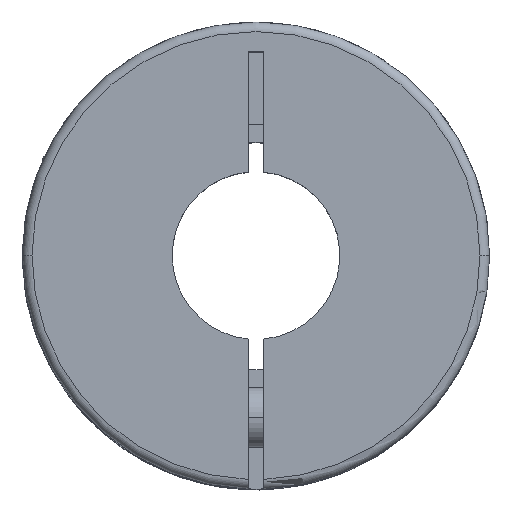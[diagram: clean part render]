
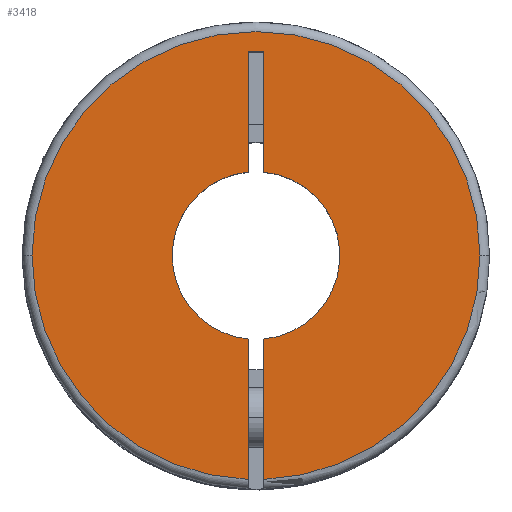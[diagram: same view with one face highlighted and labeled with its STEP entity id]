
A CAD part, top view. The second image highlights one B-rep face of the part: STEP entity #3418.
In plain terms, the highlighted planar face has unit normal (0, 0, 1).
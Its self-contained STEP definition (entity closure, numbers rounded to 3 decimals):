
#4 = CARTESIAN_POINT ( 'NONE',  ( 0.65, -19.5, 0. ) ) ;
#22 = DIRECTION ( 'NONE',  ( -1., 0., 0. ) ) ;
#62 = VECTOR ( 'NONE', #3850, 1000. ) ;
#78 = DIRECTION ( 'NONE',  ( -1., 0., 0. ) ) ;
#110 = VECTOR ( 'NONE', #898, 1000. ) ;
#121 = ORIENTED_EDGE ( 'NONE', *, *, #2888, .T. ) ;
#130 = EDGE_CURVE ( 'NONE', #248, #4026, #2698, .T. ) ;
#152 = EDGE_CURVE ( 'NONE', #1383, #3960, #3540, .T. ) ;
#204 = ORIENTED_EDGE ( 'NONE', *, *, #732, .F. ) ;
#235 = CARTESIAN_POINT ( 'NONE',  ( 0., 0., 0. ) ) ;
#248 = VERTEX_POINT ( 'NONE', #3543 ) ;
#298 = CARTESIAN_POINT ( 'NONE',  ( -0.65, 17., 0. ) ) ;
#327 = CARTESIAN_POINT ( 'NONE',  ( 0.65, 17., 0. ) ) ;
#372 = DIRECTION ( 'NONE',  ( 0., -1., 0. ) ) ;
#394 = EDGE_LOOP ( 'NONE', ( #204, #3527, #121, #3416, #3844, #2277, #1557, #3357, #3398, #3848, #3742 ) ) ;
#675 = PLANE ( 'NONE',  #2175 ) ;
#680 = CIRCLE ( 'NONE', #1491, 18.7 ) ;
#681 = DIRECTION ( 'NONE',  ( 0., 0., -1. ) ) ;
#691 = VERTEX_POINT ( 'NONE', #716 ) ;
#716 = CARTESIAN_POINT ( 'NONE',  ( -18.7, 0., 0. ) ) ;
#725 = EDGE_CURVE ( 'NONE', #691, #3419, #3148, .T. ) ;
#732 = EDGE_CURVE ( 'NONE', #1614, #691, #4467, .T. ) ;
#898 = DIRECTION ( 'NONE',  ( 0., 1., 0. ) ) ;
#1065 = DIRECTION ( 'NONE',  ( -1., 0., 0. ) ) ;
#1078 = CARTESIAN_POINT ( 'NONE',  ( 0., 0., 0. ) ) ;
#1352 = DIRECTION ( 'NONE',  ( 0., 0., -1. ) ) ;
#1360 = DIRECTION ( 'NONE',  ( 0., 0., -1. ) ) ;
#1383 = VERTEX_POINT ( 'NONE', #1924 ) ;
#1390 = VECTOR ( 'NONE', #3733, 1000. ) ;
#1411 = VERTEX_POINT ( 'NONE', #2541 ) ;
#1431 = DIRECTION ( 'NONE',  ( 0., 0., -1. ) ) ;
#1491 = AXIS2_PLACEMENT_3D ( 'NONE', #235, #1352, #2664 ) ;
#1500 = DIRECTION ( 'NONE',  ( 0., 0., -1. ) ) ;
#1530 = CARTESIAN_POINT ( 'NONE',  ( 0.65, -18.689, 0. ) ) ;
#1557 = ORIENTED_EDGE ( 'NONE', *, *, #4115, .F. ) ;
#1614 = VERTEX_POINT ( 'NONE', #3084 ) ;
#1704 = CIRCLE ( 'NONE', #2272, 7. ) ;
#1733 = CARTESIAN_POINT ( 'NONE',  ( 0., 0., 0. ) ) ;
#1764 = CARTESIAN_POINT ( 'NONE',  ( 0., 0., 0. ) ) ;
#1899 = CARTESIAN_POINT ( 'NONE',  ( 0., 0., 0. ) ) ;
#1924 = CARTESIAN_POINT ( 'NONE',  ( 0.65, 6.97, 0. ) ) ;
#1926 = VECTOR ( 'NONE', #3436, 1000. ) ;
#1982 = EDGE_CURVE ( 'NONE', #3777, #4026, #4273, .T. ) ;
#2156 = DIRECTION ( 'NONE',  ( 0., 0., -1. ) ) ;
#2173 = LINE ( 'NONE', #4, #62 ) ;
#2175 = AXIS2_PLACEMENT_3D ( 'NONE', #1733, #3129, #372 ) ;
#2258 = LINE ( 'NONE', #3282, #110 ) ;
#2272 = AXIS2_PLACEMENT_3D ( 'NONE', #1078, #681, #3856 ) ;
#2277 = ORIENTED_EDGE ( 'NONE', *, *, #2336, .F. ) ;
#2336 = EDGE_CURVE ( 'NONE', #1411, #248, #2781, .T. ) ;
#2381 = LINE ( 'NONE', #298, #1390 ) ;
#2385 = DIRECTION ( 'NONE',  ( -1., 0., 0. ) ) ;
#2482 = AXIS2_PLACEMENT_3D ( 'NONE', #3170, #1431, #22 ) ;
#2541 = CARTESIAN_POINT ( 'NONE',  ( 0.65, 17., 0. ) ) ;
#2588 = CARTESIAN_POINT ( 'NONE',  ( -0.65, -6.97, 0. ) ) ;
#2664 = DIRECTION ( 'NONE',  ( -1., 0., 0. ) ) ;
#2698 = LINE ( 'NONE', #4098, #1926 ) ;
#2703 = AXIS2_PLACEMENT_3D ( 'NONE', #1764, #1500, #1065 ) ;
#2744 = CARTESIAN_POINT ( 'NONE',  ( 0., 0., 0. ) ) ;
#2781 = LINE ( 'NONE', #327, #4118 ) ;
#2888 = EDGE_CURVE ( 'NONE', #3731, #3777, #1704, .T. ) ;
#2941 = VERTEX_POINT ( 'NONE', #1530 ) ;
#3084 = CARTESIAN_POINT ( 'NONE',  ( -0.65, -18.689, 0. ) ) ;
#3129 = DIRECTION ( 'NONE',  ( 0., 0., -1. ) ) ;
#3148 = CIRCLE ( 'NONE', #2703, 18.7 ) ;
#3161 = EDGE_CURVE ( 'NONE', #3419, #2941, #680, .T. ) ;
#3170 = CARTESIAN_POINT ( 'NONE',  ( 0., 0., 0. ) ) ;
#3282 = CARTESIAN_POINT ( 'NONE',  ( 0.65, -19.5, 0. ) ) ;
#3326 = AXIS2_PLACEMENT_3D ( 'NONE', #1899, #2156, #3563 ) ;
#3357 = ORIENTED_EDGE ( 'NONE', *, *, #152, .T. ) ;
#3398 = ORIENTED_EDGE ( 'NONE', *, *, #3578, .F. ) ;
#3416 = ORIENTED_EDGE ( 'NONE', *, *, #1982, .T. ) ;
#3418 = ADVANCED_FACE ( 'NONE', ( #3832 ), #675, .F. ) ;
#3419 = VERTEX_POINT ( 'NONE', #3494 ) ;
#3436 = DIRECTION ( 'NONE',  ( 0., -1., 0. ) ) ;
#3494 = CARTESIAN_POINT ( 'NONE',  ( 18.7, 0., 0. ) ) ;
#3527 = ORIENTED_EDGE ( 'NONE', *, *, #3891, .F. ) ;
#3540 = CIRCLE ( 'NONE', #4418, 7. ) ;
#3543 = CARTESIAN_POINT ( 'NONE',  ( -0.65, 17., 0. ) ) ;
#3563 = DIRECTION ( 'NONE',  ( -1., 0., 0. ) ) ;
#3578 = EDGE_CURVE ( 'NONE', #2941, #3960, #2173, .T. ) ;
#3731 = VERTEX_POINT ( 'NONE', #2588 ) ;
#3733 = DIRECTION ( 'NONE',  ( 0., -1., 0. ) ) ;
#3742 = ORIENTED_EDGE ( 'NONE', *, *, #725, .F. ) ;
#3777 = VERTEX_POINT ( 'NONE', #4104 ) ;
#3832 = FACE_OUTER_BOUND ( 'NONE', #394, .T. ) ;
#3844 = ORIENTED_EDGE ( 'NONE', *, *, #130, .F. ) ;
#3845 = CARTESIAN_POINT ( 'NONE',  ( 0.65, -6.97, 0. ) ) ;
#3848 = ORIENTED_EDGE ( 'NONE', *, *, #3161, .F. ) ;
#3850 = DIRECTION ( 'NONE',  ( 0., 1., 0. ) ) ;
#3856 = DIRECTION ( 'NONE',  ( -1., 0., 0. ) ) ;
#3891 = EDGE_CURVE ( 'NONE', #3731, #1614, #2381, .T. ) ;
#3921 = CARTESIAN_POINT ( 'NONE',  ( -0.65, 6.97, 0. ) ) ;
#3960 = VERTEX_POINT ( 'NONE', #3845 ) ;
#4026 = VERTEX_POINT ( 'NONE', #3921 ) ;
#4098 = CARTESIAN_POINT ( 'NONE',  ( -0.65, 17., 0. ) ) ;
#4104 = CARTESIAN_POINT ( 'NONE',  ( -7., 0., 0. ) ) ;
#4115 = EDGE_CURVE ( 'NONE', #1383, #1411, #2258, .T. ) ;
#4118 = VECTOR ( 'NONE', #2385, 1000. ) ;
#4273 = CIRCLE ( 'NONE', #3326, 7. ) ;
#4418 = AXIS2_PLACEMENT_3D ( 'NONE', #2744, #1360, #78 ) ;
#4467 = CIRCLE ( 'NONE', #2482, 18.7 ) ;
